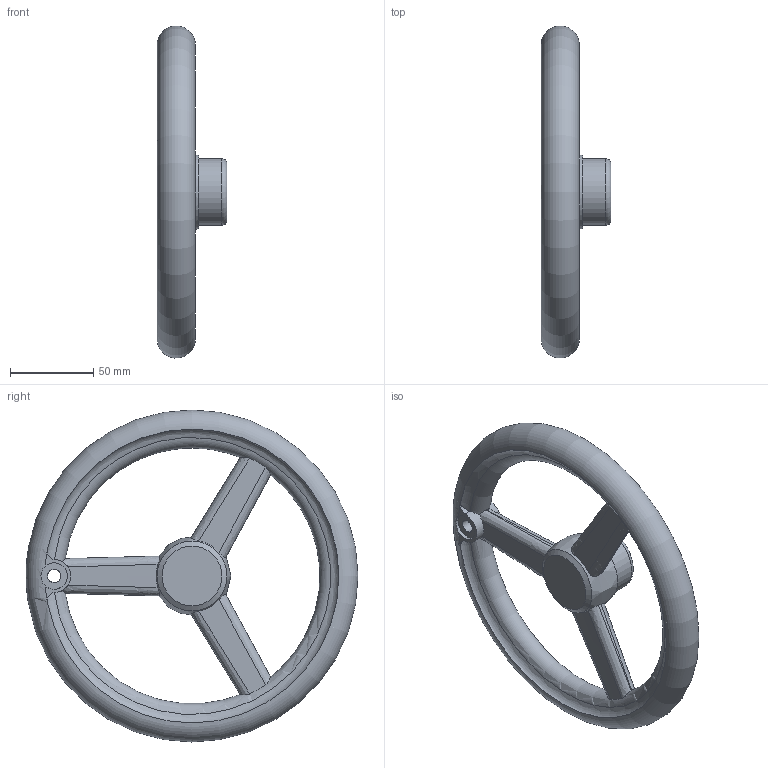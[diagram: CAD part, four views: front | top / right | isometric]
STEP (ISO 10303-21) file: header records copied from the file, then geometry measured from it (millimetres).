
FILE_DESCRIPTION(/* description */ (''),/* implementation_level */ '2;1');
FILE_NAME(/* name */ 'S_200_N.dxf',/* time_stamp */ '2012-11-23T17:45:45+08:00',/* author */ (''),/* organization */ (''),/* preprocessor_version */ 'ST-DEVELOPER v9',/* originating_system */ 'UGS - NX 4.0',/* authorisation */ '');
FILE_SCHEMA (('CONFIG_CONTROL_DESIGN'));
Length unit declared in the file: millimetre
Products named in the file (1): Admi4847xpj5
Bounding box: 42 x 199.94 x 199.94 mm (x, y, z)
Volume: 303745 mm3; surface area: 57021 mm2
Topology: 1 solids, 1 shells, 49 faces, 142 edges, 93 vertices
Faces by surface type: plane 15, bspline 13, cylinder 9, cone 7, torus 5
Full cylindrical faces by diameter (mm): 8 x1, 16 x1, 40 x1
Entity records: 2021 total; most frequent: CARTESIAN_POINT 893, ORIENTED_EDGE 254, DIRECTION 152, EDGE_CURVE 127, VERTEX_POINT 87, B_SPLINE_CURVE_WITH_KNOTS 86, AXIS2_PLACEMENT_3D 74, EDGE_LOOP 64
